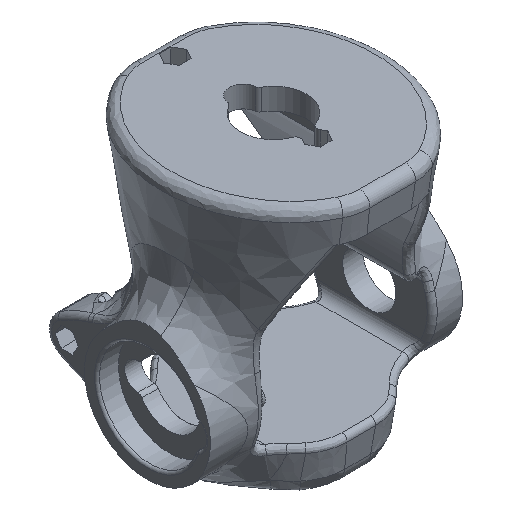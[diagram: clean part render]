
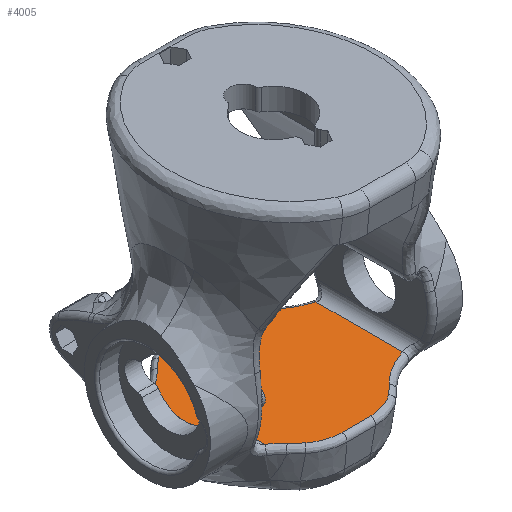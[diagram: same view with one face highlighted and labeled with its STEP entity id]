
A CAD part, isometric view. The second image highlights one B-rep face of the part: STEP entity #4005.
In plain terms, the highlighted planar face has unit normal (0, 0, 1).
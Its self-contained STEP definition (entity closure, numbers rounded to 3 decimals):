
#283=B_SPLINE_CURVE_WITH_KNOTS('',3,(#7529,#7530,#7531,#7532),
 .UNSPECIFIED.,.F.,.F.,(4,4),(0.412,1.175),
 .UNSPECIFIED.);
#286=B_SPLINE_CURVE_WITH_KNOTS('',3,(#7570,#7571,#7572,#7573),
 .UNSPECIFIED.,.F.,.F.,(4,4),(0.,0.25),.UNSPECIFIED.);
#288=B_SPLINE_CURVE_WITH_KNOTS('',3,(#7605,#7606,#7607,#7608),
 .UNSPECIFIED.,.F.,.F.,(4,4),(0.,0.591),.UNSPECIFIED.);
#290=B_SPLINE_CURVE_WITH_KNOTS('',3,(#7646,#7647,#7648,#7649),
 .UNSPECIFIED.,.F.,.F.,(4,4),(0.,0.591),
 .UNSPECIFIED.);
#292=B_SPLINE_CURVE_WITH_KNOTS('',3,(#7681,#7682,#7683,#7684),
 .UNSPECIFIED.,.F.,.F.,(4,4),(0.,0.25),.UNSPECIFIED.);
#293=B_SPLINE_CURVE_WITH_KNOTS('',3,(#7710,#7711,#7712,#7713),
 .UNSPECIFIED.,.F.,.F.,(4,4),(-0.816,0.),.UNSPECIFIED.);
#313=B_SPLINE_CURVE_WITH_KNOTS('',3,(#8156,#8157,#8158,#8159),
 .UNSPECIFIED.,.F.,.F.,(4,4),(0.,0.312),.UNSPECIFIED.);
#314=B_SPLINE_CURVE_WITH_KNOTS('',3,(#8161,#8162,#8163,#8164),
 .UNSPECIFIED.,.F.,.F.,(4,4),(0.,0.25),.UNSPECIFIED.);
#315=B_SPLINE_CURVE_WITH_KNOTS('',3,(#8166,#8167,#8168,#8169),
 .UNSPECIFIED.,.F.,.F.,(4,4),(0.,0.591),
 .UNSPECIFIED.);
#316=B_SPLINE_CURVE_WITH_KNOTS('',3,(#8173,#8174,#8175,#8176),
 .UNSPECIFIED.,.F.,.F.,(4,4),(0.,0.591),.UNSPECIFIED.);
#317=B_SPLINE_CURVE_WITH_KNOTS('',3,(#8178,#8179,#8180,#8181),
 .UNSPECIFIED.,.F.,.F.,(4,4),(0.,0.25),
 .UNSPECIFIED.);
#318=B_SPLINE_CURVE_WITH_KNOTS('',3,(#8182,#8183,#8184,#8185),
 .UNSPECIFIED.,.F.,.F.,(4,4),(0.,0.816),
 .UNSPECIFIED.);
#443=PLANE('',#4367);
#576=LINE('',#7614,#763);
#581=LINE('',#8133,#768);
#583=LINE('',#8150,#770);
#584=LINE('',#8152,#771);
#585=LINE('',#8154,#772);
#586=LINE('',#8171,#773);
#763=VECTOR('',#4985,10.);
#768=VECTOR('',#5022,10.);
#770=VECTOR('',#5026,10.);
#771=VECTOR('',#5027,10.);
#772=VECTOR('',#5028,10.);
#773=VECTOR('',#5029,10.);
#961=FACE_OUTER_BOUND('',#1214,.T.);
#1214=EDGE_LOOP('',(#3156,#3157,#3158,#3159,#3160,#3161,#3162,#3163,#3164,
#3165,#3166,#3167,#3168,#3169,#3170,#3171,#3172,#3173));
#1803=VERTEX_POINT('',#7526);
#1804=VERTEX_POINT('',#7528);
#1806=VERTEX_POINT('',#7563);
#1808=VERTEX_POINT('',#7598);
#1810=VERTEX_POINT('',#7610);
#1812=VERTEX_POINT('',#7639);
#1814=VERTEX_POINT('',#7674);
#1816=VERTEX_POINT('',#7709);
#1833=VERTEX_POINT('',#8132);
#1836=VERTEX_POINT('',#8149);
#1837=VERTEX_POINT('',#8151);
#1838=VERTEX_POINT('',#8153);
#1839=VERTEX_POINT('',#8155);
#1840=VERTEX_POINT('',#8160);
#1841=VERTEX_POINT('',#8165);
#1842=VERTEX_POINT('',#8170);
#1843=VERTEX_POINT('',#8172);
#1844=VERTEX_POINT('',#8177);
#2276=EDGE_CURVE('',#1803,#1804,#283,.T.);
#2281=EDGE_CURVE('',#1804,#1806,#286,.T.);
#2284=EDGE_CURVE('',#1806,#1808,#288,.T.);
#2287=EDGE_CURVE('',#1808,#1810,#576,.T.);
#2290=EDGE_CURVE('',#1810,#1812,#290,.T.);
#2293=EDGE_CURVE('',#1812,#1814,#292,.T.);
#2294=EDGE_CURVE('',#1814,#1816,#293,.T.);
#2326=EDGE_CURVE('',#1816,#1833,#581,.T.);
#2330=EDGE_CURVE('',#1836,#1803,#583,.T.);
#2331=EDGE_CURVE('',#1837,#1836,#584,.T.);
#2332=EDGE_CURVE('',#1838,#1837,#585,.T.);
#2333=EDGE_CURVE('',#1839,#1838,#313,.T.);
#2334=EDGE_CURVE('',#1840,#1839,#314,.T.);
#2335=EDGE_CURVE('',#1841,#1840,#315,.T.);
#2336=EDGE_CURVE('',#1842,#1841,#586,.T.);
#2337=EDGE_CURVE('',#1843,#1842,#316,.T.);
#2338=EDGE_CURVE('',#1844,#1843,#317,.T.);
#2339=EDGE_CURVE('',#1833,#1844,#318,.T.);
#3156=ORIENTED_EDGE('',*,*,#2294,.F.);
#3157=ORIENTED_EDGE('',*,*,#2293,.F.);
#3158=ORIENTED_EDGE('',*,*,#2290,.F.);
#3159=ORIENTED_EDGE('',*,*,#2287,.F.);
#3160=ORIENTED_EDGE('',*,*,#2284,.F.);
#3161=ORIENTED_EDGE('',*,*,#2281,.F.);
#3162=ORIENTED_EDGE('',*,*,#2276,.F.);
#3163=ORIENTED_EDGE('',*,*,#2330,.F.);
#3164=ORIENTED_EDGE('',*,*,#2331,.F.);
#3165=ORIENTED_EDGE('',*,*,#2332,.F.);
#3166=ORIENTED_EDGE('',*,*,#2333,.F.);
#3167=ORIENTED_EDGE('',*,*,#2334,.F.);
#3168=ORIENTED_EDGE('',*,*,#2335,.F.);
#3169=ORIENTED_EDGE('',*,*,#2336,.F.);
#3170=ORIENTED_EDGE('',*,*,#2337,.F.);
#3171=ORIENTED_EDGE('',*,*,#2338,.F.);
#3172=ORIENTED_EDGE('',*,*,#2339,.F.);
#3173=ORIENTED_EDGE('',*,*,#2326,.F.);
#4005=ADVANCED_FACE('',(#961),#443,.F.);
#4367=AXIS2_PLACEMENT_3D('',#8148,#5024,#5025);
#4985=DIRECTION('',(1.,0.,0.));
#5022=DIRECTION('',(0.,-1.,0.));
#5024=DIRECTION('center_axis',(0.,0.,-1.));
#5025=DIRECTION('ref_axis',(-1.,0.,0.));
#5026=DIRECTION('',(0.,1.,0.));
#5027=DIRECTION('',(-1.,0.,0.));
#5028=DIRECTION('',(0.,1.,0.));
#5029=DIRECTION('',(-1.,0.,0.));
#7526=CARTESIAN_POINT('',(-16.5,8.752,-45.25));
#7528=CARTESIAN_POINT('',(-10.151,12.847,-45.25));
#7529=CARTESIAN_POINT('Ctrl Pts',(-16.5,8.752,-45.25));
#7530=CARTESIAN_POINT('Ctrl Pts',(-14.098,9.585,-45.25));
#7531=CARTESIAN_POINT('Ctrl Pts',(-11.883,10.984,-45.25));
#7532=CARTESIAN_POINT('Ctrl Pts',(-10.151,12.847,-45.25));
#7563=CARTESIAN_POINT('',(-8.311,14.538,-45.25));
#7570=CARTESIAN_POINT('Ctrl Pts',(-10.151,12.847,-45.25));
#7571=CARTESIAN_POINT('Ctrl Pts',(-9.583,13.458,-45.25));
#7572=CARTESIAN_POINT('Ctrl Pts',(-8.969,14.025,-45.25));
#7573=CARTESIAN_POINT('Ctrl Pts',(-8.311,14.538,-45.25));
#7598=CARTESIAN_POINT('',(-2.828,16.424,-45.25));
#7605=CARTESIAN_POINT('Ctrl Pts',(-8.311,14.538,-45.25));
#7606=CARTESIAN_POINT('Ctrl Pts',(-6.759,15.749,-45.25));
#7607=CARTESIAN_POINT('Ctrl Pts',(-4.797,16.424,-45.25));
#7608=CARTESIAN_POINT('Ctrl Pts',(-2.828,16.424,-45.25));
#7610=CARTESIAN_POINT('',(2.828,16.424,-45.25));
#7614=CARTESIAN_POINT('',(7.25,16.424,-45.25));
#7639=CARTESIAN_POINT('',(8.311,14.538,-45.25));
#7646=CARTESIAN_POINT('Ctrl Pts',(2.828,16.424,-45.25));
#7647=CARTESIAN_POINT('Ctrl Pts',(4.797,16.424,-45.25));
#7648=CARTESIAN_POINT('Ctrl Pts',(6.759,15.749,-45.25));
#7649=CARTESIAN_POINT('Ctrl Pts',(8.311,14.538,-45.25));
#7674=CARTESIAN_POINT('',(10.151,12.847,-45.25));
#7681=CARTESIAN_POINT('Ctrl Pts',(8.311,14.538,-45.25));
#7682=CARTESIAN_POINT('Ctrl Pts',(8.969,14.025,-45.25));
#7683=CARTESIAN_POINT('Ctrl Pts',(9.583,13.458,-45.25));
#7684=CARTESIAN_POINT('Ctrl Pts',(10.151,12.847,-45.25));
#7709=CARTESIAN_POINT('',(17.,8.588,-45.25));
#7710=CARTESIAN_POINT('Ctrl Pts',(10.151,12.847,-45.25));
#7711=CARTESIAN_POINT('Ctrl Pts',(12.002,10.856,-45.25));
#7712=CARTESIAN_POINT('Ctrl Pts',(14.402,9.39,-45.25));
#7713=CARTESIAN_POINT('Ctrl Pts',(17.,8.588,-45.25));
#8132=CARTESIAN_POINT('',(17.,-8.588,-45.25));
#8133=CARTESIAN_POINT('',(17.,0.,-45.25));
#8148=CARTESIAN_POINT('Origin',(8.,0.,-45.25));
#8149=CARTESIAN_POINT('',(-16.5,-5.5,-45.25));
#8150=CARTESIAN_POINT('',(-16.5,0.,-45.25));
#8151=CARTESIAN_POINT('',(-12.5,-5.5,-45.25));
#8152=CARTESIAN_POINT('',(-4.,-5.5,-45.25));
#8153=CARTESIAN_POINT('',(-12.5,-10.803,-45.25));
#8154=CARTESIAN_POINT('',(-12.5,0.,-45.25));
#8155=CARTESIAN_POINT('',(-10.151,-12.847,-45.25));
#8156=CARTESIAN_POINT('Ctrl Pts',(-10.151,-12.847,-45.25));
#8157=CARTESIAN_POINT('Ctrl Pts',(-10.859,-12.086,-45.25));
#8158=CARTESIAN_POINT('Ctrl Pts',(-11.65,-11.402,-45.25));
#8159=CARTESIAN_POINT('Ctrl Pts',(-12.5,-10.803,-45.25));
#8160=CARTESIAN_POINT('',(-8.311,-14.538,-45.25));
#8161=CARTESIAN_POINT('Ctrl Pts',(-8.311,-14.538,-45.25));
#8162=CARTESIAN_POINT('Ctrl Pts',(-8.969,-14.025,-45.25));
#8163=CARTESIAN_POINT('Ctrl Pts',(-9.583,-13.458,-45.25));
#8164=CARTESIAN_POINT('Ctrl Pts',(-10.151,-12.847,-45.25));
#8165=CARTESIAN_POINT('',(-2.828,-16.424,-45.25));
#8166=CARTESIAN_POINT('Ctrl Pts',(-2.828,-16.424,-45.25));
#8167=CARTESIAN_POINT('Ctrl Pts',(-4.797,-16.424,-45.25));
#8168=CARTESIAN_POINT('Ctrl Pts',(-6.759,-15.749,-45.25));
#8169=CARTESIAN_POINT('Ctrl Pts',(-8.311,-14.538,-45.25));
#8170=CARTESIAN_POINT('',(2.828,-16.424,-45.25));
#8171=CARTESIAN_POINT('',(0.75,-16.424,-45.25));
#8172=CARTESIAN_POINT('',(8.311,-14.538,-45.25));
#8173=CARTESIAN_POINT('Ctrl Pts',(8.311,-14.538,-45.25));
#8174=CARTESIAN_POINT('Ctrl Pts',(6.759,-15.749,-45.25));
#8175=CARTESIAN_POINT('Ctrl Pts',(4.797,-16.424,-45.25));
#8176=CARTESIAN_POINT('Ctrl Pts',(2.828,-16.424,-45.25));
#8177=CARTESIAN_POINT('',(10.151,-12.847,-45.25));
#8178=CARTESIAN_POINT('Ctrl Pts',(10.151,-12.847,-45.25));
#8179=CARTESIAN_POINT('Ctrl Pts',(9.583,-13.458,-45.25));
#8180=CARTESIAN_POINT('Ctrl Pts',(8.969,-14.025,-45.25));
#8181=CARTESIAN_POINT('Ctrl Pts',(8.311,-14.538,-45.25));
#8182=CARTESIAN_POINT('Ctrl Pts',(17.,-8.588,-45.25));
#8183=CARTESIAN_POINT('Ctrl Pts',(14.402,-9.39,-45.25));
#8184=CARTESIAN_POINT('Ctrl Pts',(12.002,-10.856,-45.25));
#8185=CARTESIAN_POINT('Ctrl Pts',(10.151,-12.847,-45.25));
